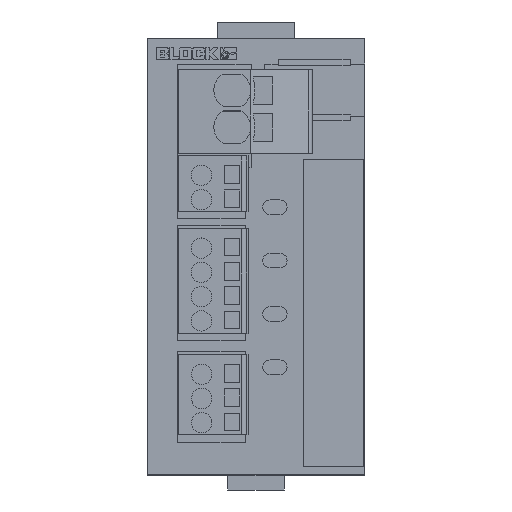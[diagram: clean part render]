
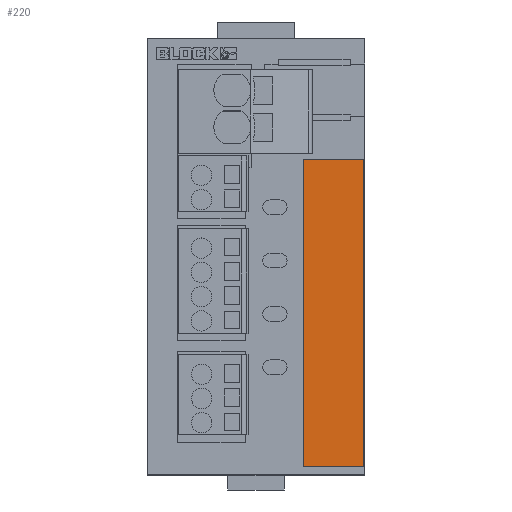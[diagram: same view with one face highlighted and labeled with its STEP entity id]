
A CAD part, top view. The second image highlights one B-rep face of the part: STEP entity #220.
In plain terms, the highlighted planar face has unit normal (0, 0, 1).
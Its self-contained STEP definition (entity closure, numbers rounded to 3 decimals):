
#24 = CARTESIAN_POINT ( 'NONE',  ( 22.2, -43.378, 0.64 ) ) ;
#220 = ADVANCED_FACE ( 'NONE', ( #1117 ), #21641, .T. ) ;
#432 = CARTESIAN_POINT ( 'NONE',  ( 22.2, -43.378, 0.64 ) ) ;
#898 = AXIS2_PLACEMENT_3D ( 'NONE', #26252, #26356, #11248 ) ;
#1117 = FACE_OUTER_BOUND ( 'NONE', #13267, .T. ) ;
#1736 = LINE ( 'NONE', #20188, #4099 ) ;
#1804 = VERTEX_POINT ( 'NONE', #25163 ) ;
#2136 = VECTOR ( 'NONE', #14907, 1000. ) ;
#2347 = EDGE_CURVE ( 'NONE', #30771, #10549, #1736, .T. ) ;
#2610 = CARTESIAN_POINT ( 'NONE',  ( 22.2, 20., 0.64 ) ) ;
#3996 = ORIENTED_EDGE ( 'NONE', *, *, #2347, .T. ) ;
#4099 = VECTOR ( 'NONE', #32365, 1000. ) ;
#7135 = EDGE_CURVE ( 'NONE', #10549, #1804, #22953, .T. ) ;
#7276 = ORIENTED_EDGE ( 'NONE', *, *, #7135, .T. ) ;
#8858 = DIRECTION ( 'NONE',  ( 0., -1., 0. ) ) ;
#10549 = VERTEX_POINT ( 'NONE', #2610 ) ;
#11248 = DIRECTION ( 'NONE',  ( 1., 0., 0. ) ) ;
#11321 = ORIENTED_EDGE ( 'NONE', *, *, #25821, .T. ) ;
#13267 = EDGE_LOOP ( 'NONE', ( #7276, #11321, #19788, #3996 ) ) ;
#14309 = VERTEX_POINT ( 'NONE', #25730 ) ;
#14907 = DIRECTION ( 'NONE',  ( 1., 0., 0. ) ) ;
#17013 = VECTOR ( 'NONE', #8858, 1000. ) ;
#19774 = DIRECTION ( 'NONE',  ( -1., 0., 0. ) ) ;
#19788 = ORIENTED_EDGE ( 'NONE', *, *, #25536, .T. ) ;
#20188 = CARTESIAN_POINT ( 'NONE',  ( 22.2, -43.378, 0.64 ) ) ;
#20918 = LINE ( 'NONE', #24, #2136 ) ;
#21641 = PLANE ( 'NONE',  #898 ) ;
#22155 = VECTOR ( 'NONE', #19774, 1000. ) ;
#22953 = LINE ( 'NONE', #32272, #22155 ) ;
#25163 = CARTESIAN_POINT ( 'NONE',  ( 9.7, 20., 0.64 ) ) ;
#25256 = LINE ( 'NONE', #31419, #17013 ) ;
#25536 = EDGE_CURVE ( 'NONE', #14309, #30771, #20918, .T. ) ;
#25730 = CARTESIAN_POINT ( 'NONE',  ( 9.7, -43.378, 0.64 ) ) ;
#25821 = EDGE_CURVE ( 'NONE', #1804, #14309, #25256, .T. ) ;
#26252 = CARTESIAN_POINT ( 'NONE',  ( 0., 0., 0.64 ) ) ;
#26356 = DIRECTION ( 'NONE',  ( 0., 0., 1. ) ) ;
#30771 = VERTEX_POINT ( 'NONE', #432 ) ;
#31419 = CARTESIAN_POINT ( 'NONE',  ( 9.7, -43.378, 0.64 ) ) ;
#32272 = CARTESIAN_POINT ( 'NONE',  ( 9.7, 20., 0.64 ) ) ;
#32365 = DIRECTION ( 'NONE',  ( 0., 1., 0. ) ) ;
